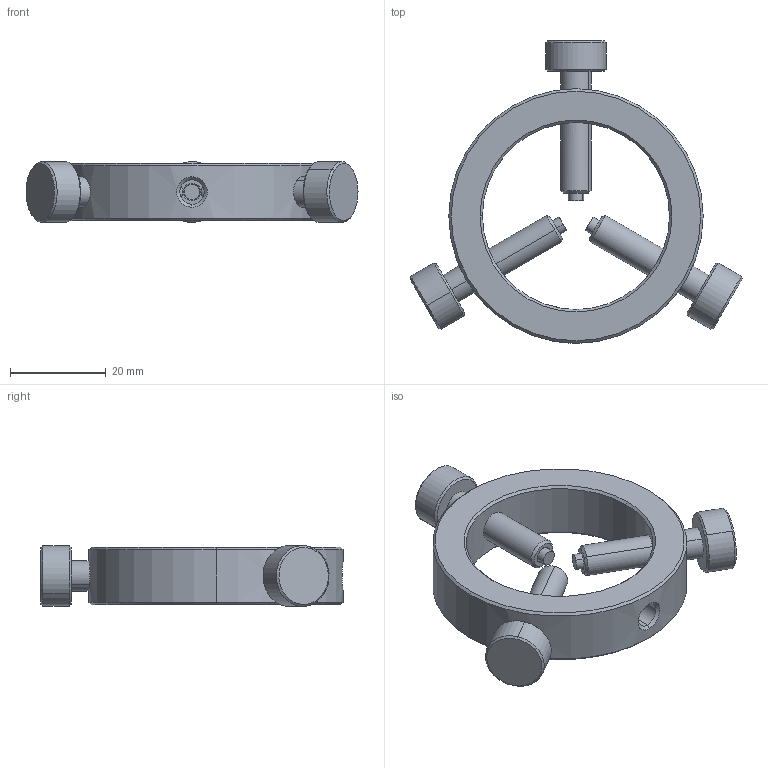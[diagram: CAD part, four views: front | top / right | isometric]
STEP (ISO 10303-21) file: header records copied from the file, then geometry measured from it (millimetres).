
FILE_DESCRIPTION (( 'STEP AP203' ), '1' );
FILE_NAME ('Web Model 03668_Default.step', '2018-09-07T14:38:48', ( '' ), ( '' ), 'SwSTEP 2.0', 'SolidWorks 2016', '' );
FILE_SCHEMA (( 'CONFIG_CONTROL_DESIGN' ));
Length unit declared in the file: millimetre
Products named in the file (1): Web Model 03668_Default
Bounding box: 69.21 x 63.02 x 12.7 mm (x, y, z)
Volume: 16078.6 mm3; surface area: 7869.4 mm2
Topology: 1 solids, 4 shells, 107 faces, 234 edges, 141 vertices
Faces by surface type: cone 44, cylinder 36, plane 17, bspline 10
Entity records: 3820 total; most frequent: CARTESIAN_POINT 1484, DIRECTION 464, ORIENTED_EDGE 456, EDGE_CURVE 228, AXIS2_PLACEMENT_3D 192, VERTEX_POINT 141, EDGE_LOOP 123, ADVANCED_FACE 107
